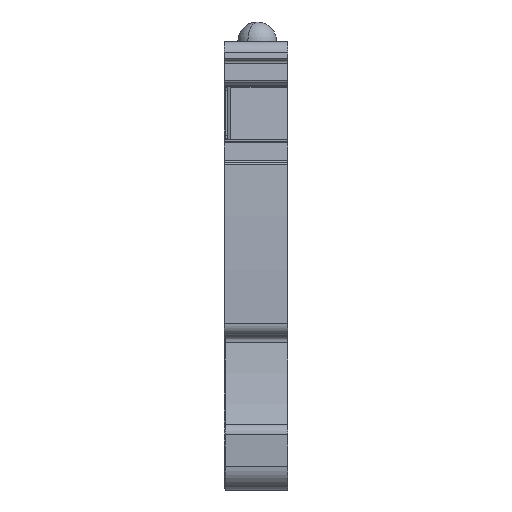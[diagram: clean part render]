
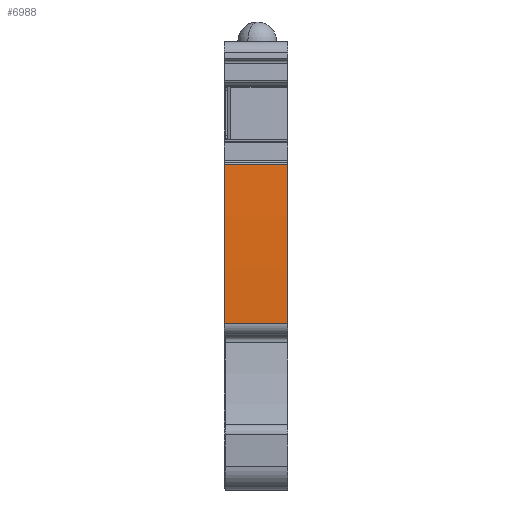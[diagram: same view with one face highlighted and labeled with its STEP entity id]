
A CAD part, front view. The second image highlights one B-rep face of the part: STEP entity #6988.
In plain terms, the highlighted cylindrical face has radius 154.9 mm (diameter 309.8 mm), a partial arc.
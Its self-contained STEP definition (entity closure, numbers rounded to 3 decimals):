
#1744=AXIS2_PLACEMENT_3D('Circle Axis2P3D',#1742,#1743,$) ;
#6968=AXIS2_PLACEMENT_3D('Cylinder Axis2P3D',#6965,#6966,#6967) ;
#6972=AXIS2_PLACEMENT_3D('Circle Axis2P3D',#6970,#6971,$) ;
#1739=CARTESIAN_POINT('Vertex',(0.,1.529,13.427)) ;
#1742=CARTESIAN_POINT('Axis2P3D Location',(0.,156.387,17.05)) ;
#1746=CARTESIAN_POINT('Vertex',(0.,1.761,26.266)) ;
#6950=CARTESIAN_POINT('Vertex',(5.1,1.529,13.427)) ;
#6953=CARTESIAN_POINT('Line Origine',(5.1,1.529,13.427)) ;
#6965=CARTESIAN_POINT('Axis2P3D Location',(2.55,156.387,17.05)) ;
#6970=CARTESIAN_POINT('Axis2P3D Location',(5.1,156.387,17.05)) ;
#6974=CARTESIAN_POINT('Vertex',(5.1,1.761,26.266)) ;
#6977=CARTESIAN_POINT('Line Origine',(2.55,1.761,26.266)) ;
#1743=DIRECTION('Axis2P3D Direction',(1.,0.,0.)) ;
#6954=DIRECTION('Vector Direction',(1.,0.,0.)) ;
#6966=DIRECTION('Axis2P3D Direction',(1.,0.,0.)) ;
#6967=DIRECTION('Axis2P3D XDirection',(0.,-0.998,0.059)) ;
#6971=DIRECTION('Axis2P3D Direction',(1.,0.,0.)) ;
#6978=DIRECTION('Vector Direction',(1.,0.,0.)) ;
#6955=VECTOR('Line Direction',#6954,1.) ;
#6979=VECTOR('Line Direction',#6978,1.) ;
#6983=ORIENTED_EDGE('',*,*,#1748,.T.) ;
#6984=ORIENTED_EDGE('',*,*,#6957,.F.) ;
#6985=ORIENTED_EDGE('',*,*,#6976,.F.) ;
#6986=ORIENTED_EDGE('',*,*,#6981,.T.) ;
#6988=ADVANCED_FACE('V1',(#6987),#6969,.T.) ;
#1745=CIRCLE('generated circle',#1744,154.9) ;
#6973=CIRCLE('generated circle',#6972,154.9) ;
#6969=CYLINDRICAL_SURFACE('generated cylinder',#6968,154.9) ;
#1748=EDGE_CURVE('',#1747,#1740,#1745,.T.) ;
#6957=EDGE_CURVE('',#6951,#1740,#6956,.F.) ;
#6976=EDGE_CURVE('',#6975,#6951,#6973,.T.) ;
#6981=EDGE_CURVE('',#6975,#1747,#6980,.F.) ;
#6982=EDGE_LOOP('',(#6983,#6984,#6985,#6986)) ;
#6987=FACE_OUTER_BOUND('',#6982,.T.) ;
#6956=LINE('Line',#6953,#6955) ;
#6980=LINE('Line',#6977,#6979) ;
#1740=VERTEX_POINT('',#1739) ;
#1747=VERTEX_POINT('',#1746) ;
#6951=VERTEX_POINT('',#6950) ;
#6975=VERTEX_POINT('',#6974) ;
